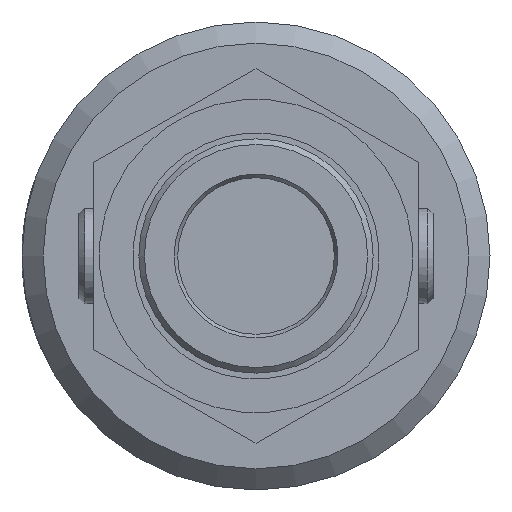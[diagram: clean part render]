
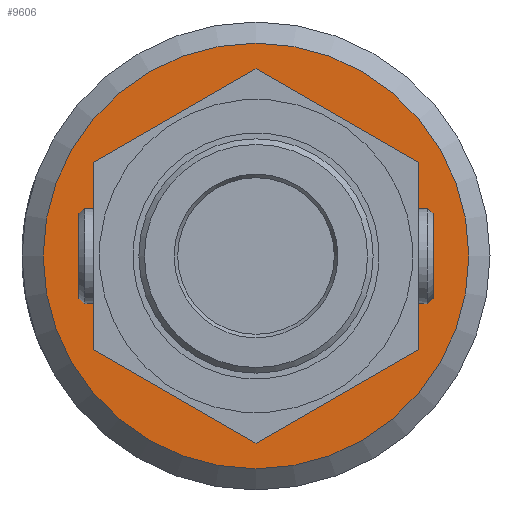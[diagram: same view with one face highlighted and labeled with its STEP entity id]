
A CAD part, left-side view. The second image highlights one B-rep face of the part: STEP entity #9606.
In plain terms, the highlighted planar face has unit normal (-1, 0, 0).
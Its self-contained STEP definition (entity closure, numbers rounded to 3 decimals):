
#889=FACE_BOUND('',#1673,.T.);
#956=PLANE('',#10190);
#1122=FACE_OUTER_BOUND('',#1672,.T.);
#1672=EDGE_LOOP('',(#6211,#6212));
#1673=EDGE_LOOP('',(#6213));
#3487=CIRCLE('',#10183,30.2);
#3488=CIRCLE('',#10184,30.2);
#3493=CIRCLE('',#10191,22.225);
#3814=VERTEX_POINT('',#12671);
#3815=VERTEX_POINT('',#12673);
#3820=VERTEX_POINT('',#12687);
#4771=EDGE_CURVE('',#3814,#3815,#3487,.T.);
#4772=EDGE_CURVE('',#3815,#3814,#3488,.T.);
#4778=EDGE_CURVE('',#3820,#3820,#3493,.T.);
#6211=ORIENTED_EDGE('',*,*,#4772,.F.);
#6212=ORIENTED_EDGE('',*,*,#4771,.F.);
#6213=ORIENTED_EDGE('',*,*,#4778,.T.);
#9606=ADVANCED_FACE('',(#1122,#889),#956,.T.);
#10183=AXIS2_PLACEMENT_3D('',#12674,#10817,#10818);
#10184=AXIS2_PLACEMENT_3D('',#12675,#10819,#10820);
#10190=AXIS2_PLACEMENT_3D('',#12686,#10832,#10833);
#10191=AXIS2_PLACEMENT_3D('',#12688,#10834,#10835);
#10817=DIRECTION('center_axis',(1.,0.,0.));
#10818=DIRECTION('ref_axis',(0.,1.,0.));
#10819=DIRECTION('center_axis',(1.,0.,0.));
#10820=DIRECTION('ref_axis',(0.,1.,0.));
#10832=DIRECTION('center_axis',(-1.,0.,0.));
#10833=DIRECTION('ref_axis',(0.,0.,1.));
#10834=DIRECTION('center_axis',(1.,0.,0.));
#10835=DIRECTION('ref_axis',(0.,0.,-1.));
#12671=CARTESIAN_POINT('',(0.,-30.2,0.));
#12673=CARTESIAN_POINT('',(0.,30.2,0.));
#12674=CARTESIAN_POINT('Origin',(0.,0.,0.));
#12675=CARTESIAN_POINT('Origin',(0.,0.,0.));
#12686=CARTESIAN_POINT('Origin',(0.,15.1,0.));
#12687=CARTESIAN_POINT('',(0.,0.,22.225));
#12688=CARTESIAN_POINT('Origin',(0.,0.,0.));
